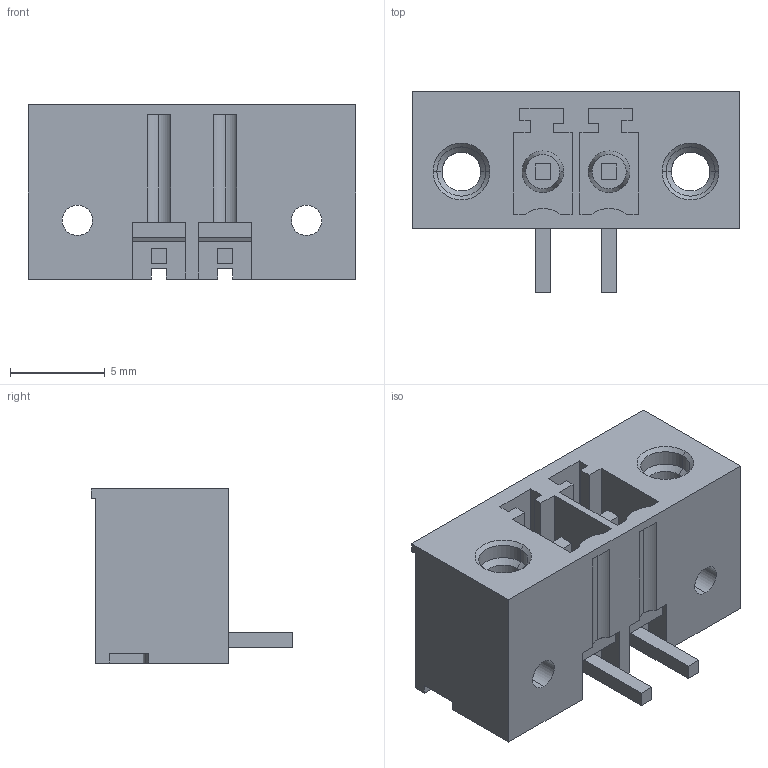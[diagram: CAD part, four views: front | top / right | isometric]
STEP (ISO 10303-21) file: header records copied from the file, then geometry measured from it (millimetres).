
FILE_DESCRIPTION (( 'STEP AP214' ), '1' );
FILE_NAME ('284539-2.step', '2020-11-14T19:11:13', ( '' ), ( '' ), 'SwSTEP 2.0', 'SolidWorks 2021', '' );
FILE_SCHEMA (( 'AUTOMOTIVE_DESIGN' ));
Length unit declared in the file: millimetre
Products named in the file (1): 284539-2
Bounding box: 17.3 x 10.65 x 9.2 mm (x, y, z)
Volume: 660.7 mm3; surface area: 1336.9 mm2
Topology: 1 solids, 1 shells, 177 faces, 472 edges, 308 vertices
Faces by surface type: plane 139, cylinder 26, cone 12
Entity records: 5774 total; most frequent: CARTESIAN_POINT 958, ORIENTED_EDGE 944, DIRECTION 892, EDGE_CURVE 472, VECTOR 408, LINE 408, VERTEX_POINT 308, AXIS2_PLACEMENT_3D 242
